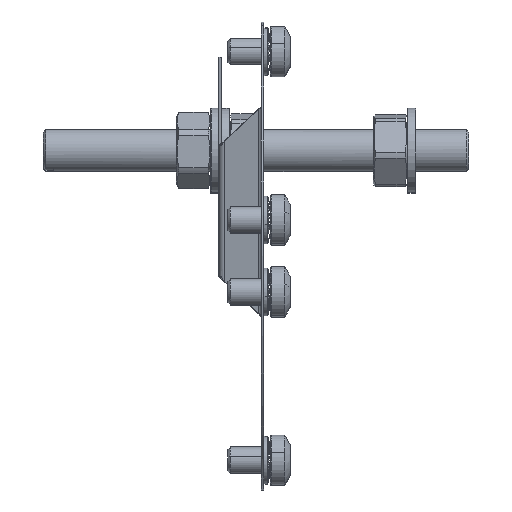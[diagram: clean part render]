
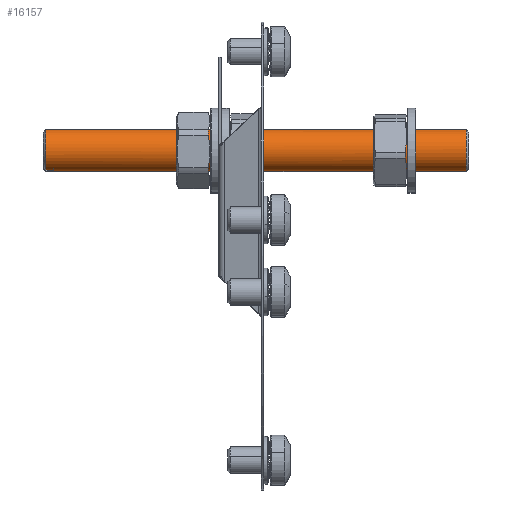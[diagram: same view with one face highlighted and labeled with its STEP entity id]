
A CAD part, left-side view. The second image highlights one B-rep face of the part: STEP entity #16157.
In plain terms, the highlighted cylindrical face has radius 4 mm (diameter 8 mm), a partial arc.
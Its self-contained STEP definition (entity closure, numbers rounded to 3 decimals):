
#1229 = VERTEX_POINT ( 'NONE', #30181 ) ;
#1335 = EDGE_CURVE ( 'NONE', #2511, #27459, #3548, .T. ) ;
#2511 = VERTEX_POINT ( 'NONE', #9812 ) ;
#2836 = CARTESIAN_POINT ( 'NONE',  ( 111.337, -32.6, 15.906 ) ) ;
#3361 = AXIS2_PLACEMENT_3D ( 'NONE', #11036, #27700, #13444 ) ;
#3548 = CIRCLE ( 'NONE', #6107, 4. ) ;
#5719 = CARTESIAN_POINT ( 'NONE',  ( 112.268, -32.1, 19.796 ) ) ;
#5934 = AXIS2_PLACEMENT_3D ( 'NONE', #5719, #22574, #8127 ) ;
#6107 = AXIS2_PLACEMENT_3D ( 'NONE', #29342, #11955, #8896 ) ;
#6228 = CIRCLE ( 'NONE', #17166, 4. ) ;
#6513 = DIRECTION ( 'NONE',  ( 0., -1., 0. ) ) ;
#6629 = CARTESIAN_POINT ( 'NONE',  ( 113.199, -32.6, 23.686 ) ) ;
#6766 = LINE ( 'NONE', #2836, #19630 ) ;
#7987 = VECTOR ( 'NONE', #12428, 1000. ) ;
#8127 = DIRECTION ( 'NONE',  ( -0.233, 0., -0.973 ) ) ;
#8618 = ORIENTED_EDGE ( 'NONE', *, *, #21392, .T. ) ;
#8896 = DIRECTION ( 'NONE',  ( 0.233, 0., 0.973 ) ) ;
#9356 = ORIENTED_EDGE ( 'NONE', *, *, #1335, .T. ) ;
#9422 = CARTESIAN_POINT ( 'NONE',  ( 112.605, 45.4, 23.782 ) ) ;
#9454 = EDGE_CURVE ( 'NONE', #2511, #9910, #20864, .T. ) ;
#9559 = VERTEX_POINT ( 'NONE', #23552 ) ;
#9584 = DIRECTION ( 'NONE',  ( 0., -1., 0. ) ) ;
#9812 = CARTESIAN_POINT ( 'NONE',  ( 112.605, 46.9, 23.782 ) ) ;
#9910 = VERTEX_POINT ( 'NONE', #9422 ) ;
#10037 = CARTESIAN_POINT ( 'NONE',  ( 111.337, 45.4, 15.906 ) ) ;
#11036 = CARTESIAN_POINT ( 'NONE',  ( 112.268, 45.4, 19.796 ) ) ;
#11955 = DIRECTION ( 'NONE',  ( 0., -1., 0. ) ) ;
#12109 = DIRECTION ( 'NONE',  ( -0.233, 0., -0.973 ) ) ;
#12185 = LINE ( 'NONE', #22043, #30403 ) ;
#12428 = DIRECTION ( 'NONE',  ( 0., -1., 0. ) ) ;
#12547 = ORIENTED_EDGE ( 'NONE', *, *, #28040, .F. ) ;
#12681 = ORIENTED_EDGE ( 'NONE', *, *, #14293, .T. ) ;
#12868 = DIRECTION ( 'NONE',  ( 0., 1., 0. ) ) ;
#13444 = DIRECTION ( 'NONE',  ( 0.233, 0., 0.973 ) ) ;
#13888 = DIRECTION ( 'NONE',  ( 0., -1., 0. ) ) ;
#14210 = ORIENTED_EDGE ( 'NONE', *, *, #21806, .T. ) ;
#14293 = EDGE_CURVE ( 'NONE', #1229, #9910, #6228, .T. ) ;
#14517 = CARTESIAN_POINT ( 'NONE',  ( 112.268, -32.6, 19.796 ) ) ;
#15364 = CYLINDRICAL_SURFACE ( 'NONE', #24208, 4. ) ;
#15497 = VERTEX_POINT ( 'NONE', #10037 ) ;
#16141 = FACE_OUTER_BOUND ( 'NONE', #19508, .T. ) ;
#16157 = ADVANCED_FACE ( 'NONE', ( #16141 ), #15364, .T. ) ;
#17166 = AXIS2_PLACEMENT_3D ( 'NONE', #20977, #6513, #23357 ) ;
#17317 = CARTESIAN_POINT ( 'NONE',  ( 112.605, -32.6, 23.782 ) ) ;
#18165 = EDGE_CURVE ( 'NONE', #9559, #21840, #30081, .T. ) ;
#19508 = EDGE_LOOP ( 'NONE', ( #12547, #12681, #25022, #9356, #25564, #8618, #14210, #24030 ) ) ;
#19630 = VECTOR ( 'NONE', #24534, 1000. ) ;
#20014 = CARTESIAN_POINT ( 'NONE',  ( 113.199, -32.1, 23.686 ) ) ;
#20864 = LINE ( 'NONE', #17317, #7987 ) ;
#20977 = CARTESIAN_POINT ( 'NONE',  ( 112.268, 45.4, 19.796 ) ) ;
#21021 = LINE ( 'NONE', #6629, #26507 ) ;
#21233 = CARTESIAN_POINT ( 'NONE',  ( 110.764, 45.4, 16.089 ) ) ;
#21392 = EDGE_CURVE ( 'NONE', #25060, #15497, #21514, .T. ) ;
#21514 = CIRCLE ( 'NONE', #3361, 4. ) ;
#21806 = EDGE_CURVE ( 'NONE', #15497, #9559, #6766, .T. ) ;
#21840 = VERTEX_POINT ( 'NONE', #20014 ) ;
#22043 = CARTESIAN_POINT ( 'NONE',  ( 110.764, -32.6, 16.089 ) ) ;
#22574 = DIRECTION ( 'NONE',  ( 0., 1., 0. ) ) ;
#23357 = DIRECTION ( 'NONE',  ( 0.233, 0., 0.973 ) ) ;
#23552 = CARTESIAN_POINT ( 'NONE',  ( 111.337, -32.1, 15.906 ) ) ;
#23707 = CARTESIAN_POINT ( 'NONE',  ( 110.764, 46.9, 16.089 ) ) ;
#24030 = ORIENTED_EDGE ( 'NONE', *, *, #18165, .T. ) ;
#24208 = AXIS2_PLACEMENT_3D ( 'NONE', #14517, #9584, #12109 ) ;
#24534 = DIRECTION ( 'NONE',  ( 0., -1., 0. ) ) ;
#25022 = ORIENTED_EDGE ( 'NONE', *, *, #9454, .F. ) ;
#25060 = VERTEX_POINT ( 'NONE', #21233 ) ;
#25564 = ORIENTED_EDGE ( 'NONE', *, *, #30766, .F. ) ;
#26507 = VECTOR ( 'NONE', #13888, 1000. ) ;
#27459 = VERTEX_POINT ( 'NONE', #23707 ) ;
#27700 = DIRECTION ( 'NONE',  ( 0., -1., 0. ) ) ;
#28040 = EDGE_CURVE ( 'NONE', #1229, #21840, #21021, .T. ) ;
#29342 = CARTESIAN_POINT ( 'NONE',  ( 112.268, 46.9, 19.796 ) ) ;
#30081 = CIRCLE ( 'NONE', #5934, 4. ) ;
#30181 = CARTESIAN_POINT ( 'NONE',  ( 113.199, 45.4, 23.686 ) ) ;
#30403 = VECTOR ( 'NONE', #12868, 1000. ) ;
#30766 = EDGE_CURVE ( 'NONE', #25060, #27459, #12185, .T. ) ;
